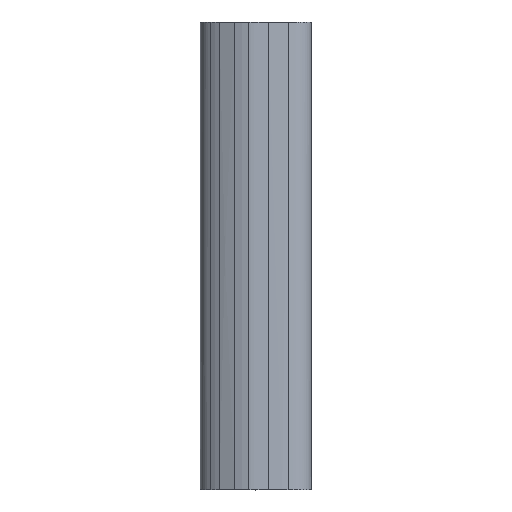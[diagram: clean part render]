
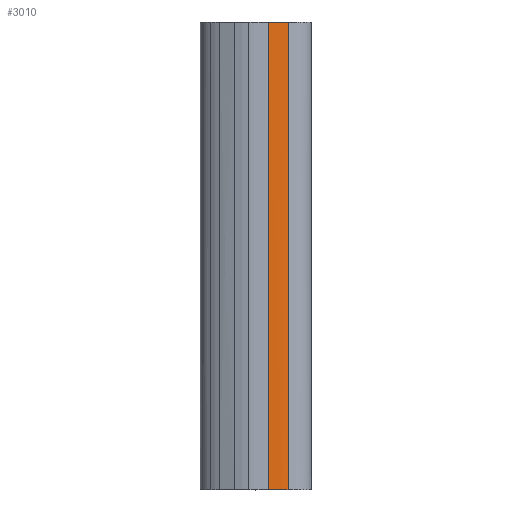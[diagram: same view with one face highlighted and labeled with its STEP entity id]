
A CAD part, top view. The second image highlights one B-rep face of the part: STEP entity #3010.
In plain terms, the highlighted free-form (B-spline) face has degree [3, 1] with [4, 2] control points.
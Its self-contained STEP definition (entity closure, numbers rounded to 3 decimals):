
#95=LINE('',#4090,#254);
#96=LINE('',#4104,#255);
#254=VECTOR('',#3255,10.);
#255=VECTOR('',#3256,10.);
#413=(
BOUNDED_SURFACE()
B_SPLINE_SURFACE(3,1,((#4091,#4092),(#4093,#4094),(#4095,#4096),(#4097,
#4098)),.UNSPECIFIED.,.F.,.F.,.F.)
B_SPLINE_SURFACE_WITH_KNOTS((4,4),(2,2),(0.,1.),(-15.,15.),
 .UNSPECIFIED.)
GEOMETRIC_REPRESENTATION_ITEM()
RATIONAL_B_SPLINE_SURFACE(((1.,1.),(1.,1.),(1.,1.),(1.,1.)))
REPRESENTATION_ITEM('')
SURFACE()
);
#579=FACE_OUTER_BOUND('',#759,.T.);
#759=EDGE_LOOP('',(#2166,#2167,#2168,#2169));
#928=(
BOUNDED_CURVE()
B_SPLINE_CURVE(3,(#3516,#3517,#3518,#3519),.UNSPECIFIED.,.F.,.F.)
B_SPLINE_CURVE_WITH_KNOTS((4,4),(-1.,0.),.UNSPECIFIED.)
CURVE()
GEOMETRIC_REPRESENTATION_ITEM()
RATIONAL_B_SPLINE_CURVE((1.,1.,1.,1.))
REPRESENTATION_ITEM('')
);
#989=(
BOUNDED_CURVE()
B_SPLINE_CURVE(3,(#4100,#4101,#4102,#4103),.UNSPECIFIED.,.F.,.F.)
B_SPLINE_CURVE_WITH_KNOTS((4,4),(0.,1.),.UNSPECIFIED.)
CURVE()
GEOMETRIC_REPRESENTATION_ITEM()
RATIONAL_B_SPLINE_CURVE((1.,1.,1.,1.))
REPRESENTATION_ITEM('')
);
#1220=VERTEX_POINT('',#3510);
#1221=VERTEX_POINT('',#3515);
#1281=VERTEX_POINT('',#4085);
#1282=VERTEX_POINT('',#4099);
#1538=EDGE_CURVE('',#1220,#1221,#928,.T.);
#1629=EDGE_CURVE('',#1220,#1281,#95,.T.);
#1630=EDGE_CURVE('',#1282,#1281,#989,.T.);
#1631=EDGE_CURVE('',#1221,#1282,#96,.T.);
#2166=ORIENTED_EDGE('',*,*,#1629,.T.);
#2167=ORIENTED_EDGE('',*,*,#1630,.F.);
#2168=ORIENTED_EDGE('',*,*,#1631,.F.);
#2169=ORIENTED_EDGE('',*,*,#1538,.F.);
#3010=ADVANCED_FACE('',(#579),#413,.T.);
#3255=DIRECTION('',(0.,1.,0.));
#3256=DIRECTION('',(0.,1.,0.));
#3510=CARTESIAN_POINT('',(20.998,-150.,19.104));
#3515=CARTESIAN_POINT('',(8.131,-150.,20.778));
#3516=CARTESIAN_POINT('Ctrl Pts',(20.998,-150.,19.104));
#3517=CARTESIAN_POINT('Ctrl Pts',(19.08,-150.,19.568));
#3518=CARTESIAN_POINT('Ctrl Pts',(17.131,-150.,19.932));
#3519=CARTESIAN_POINT('Ctrl Pts',(8.131,-150.,20.778));
#4085=CARTESIAN_POINT('',(20.998,150.,19.104));
#4090=CARTESIAN_POINT('',(20.998,0.,19.104));
#4091=CARTESIAN_POINT('Ctrl Pts',(8.131,-150.,20.778));
#4092=CARTESIAN_POINT('Ctrl Pts',(8.131,150.,20.778));
#4093=CARTESIAN_POINT('Ctrl Pts',(17.131,-150.,19.932));
#4094=CARTESIAN_POINT('Ctrl Pts',(17.131,150.,19.932));
#4095=CARTESIAN_POINT('Ctrl Pts',(19.08,-150.,19.568));
#4096=CARTESIAN_POINT('Ctrl Pts',(19.08,150.,19.568));
#4097=CARTESIAN_POINT('Ctrl Pts',(20.998,-150.,19.104));
#4098=CARTESIAN_POINT('Ctrl Pts',(20.998,150.,19.104));
#4099=CARTESIAN_POINT('',(8.131,150.,20.778));
#4100=CARTESIAN_POINT('Ctrl Pts',(8.131,150.,20.778));
#4101=CARTESIAN_POINT('Ctrl Pts',(17.131,150.,19.932));
#4102=CARTESIAN_POINT('Ctrl Pts',(19.08,150.,19.568));
#4103=CARTESIAN_POINT('Ctrl Pts',(20.998,150.,19.104));
#4104=CARTESIAN_POINT('',(8.131,0.,20.778));
